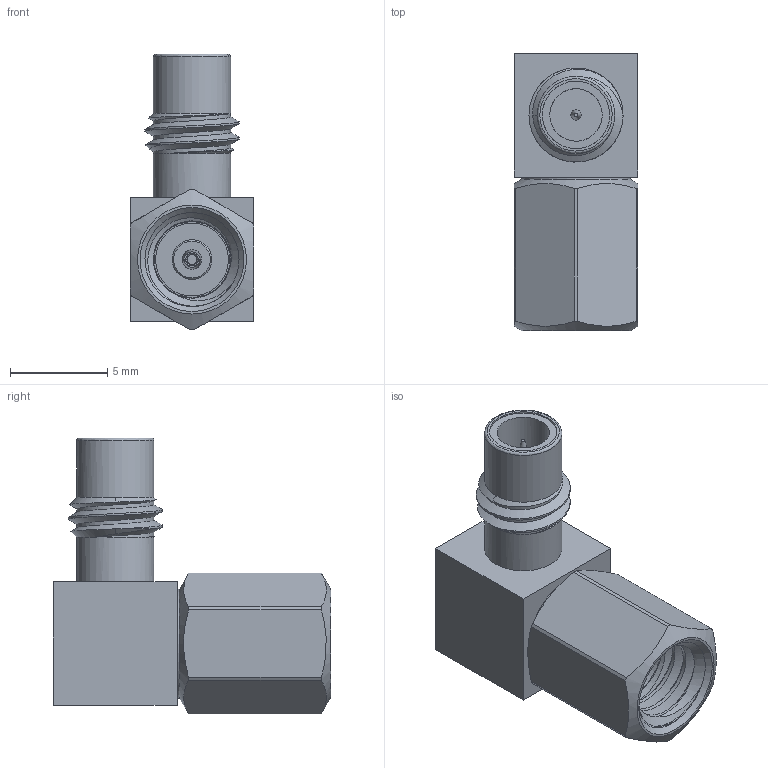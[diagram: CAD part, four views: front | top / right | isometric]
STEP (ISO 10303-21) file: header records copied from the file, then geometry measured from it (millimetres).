
FILE_DESCRIPTION (( 'STEP AP203' ), '1' );
FILE_NAME ('PE9303_3D.step', '2022-05-27T15:15:20', ( '' ), ( '' ), 'SwSTEP 2.0', 'SolidWorks 2021', '' );
FILE_SCHEMA (( 'CONFIG_CONTROL_DESIGN' ));
Length unit declared in the file: inch
Products named in the file (1): PE9303_3D
Bounding box: 6.35 x 14.22 x 14.15 mm (x, y, z)
Volume: 515.9 mm3; surface area: 782.3 mm2
Topology: 1 solids, 1 shells, 91 faces, 239 edges, 161 vertices
Faces by surface type: plane 44, cylinder 23, cone 16, bspline 8
Full cylindrical faces by diameter (mm): 0.508 x1, 0.533 x1, 0.977 x1, 1.016 x1, 2.032 x1, 2.692 x1, 3.454 x1, 3.734 x1, 3.886 x1, 3.962 x2, 4.826 x3, 5.588 x1
Entity records: 5772 total; most frequent: CARTESIAN_POINT 3799, ORIENTED_EDGE 402, DIRECTION 343, EDGE_CURVE 201, VERTEX_POINT 146, AXIS2_PLACEMENT_3D 140, EDGE_LOOP 119, FACE_OUTER_BOUND 102
